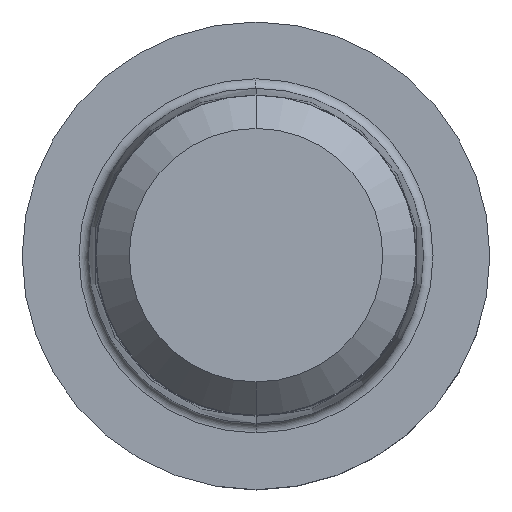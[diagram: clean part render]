
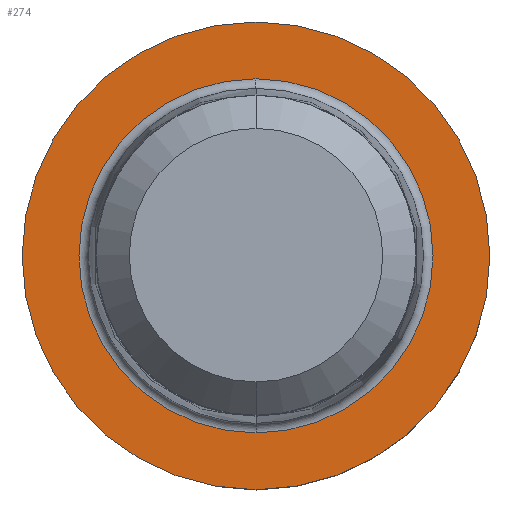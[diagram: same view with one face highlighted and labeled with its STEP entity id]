
A CAD part, top view. The second image highlights one B-rep face of the part: STEP entity #274.
In plain terms, the highlighted planar face has unit normal (0, 0, 1).
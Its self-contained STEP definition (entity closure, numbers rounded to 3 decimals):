
#198=EDGE_CURVE('',#272,#218,#493,.T.);
#218=VERTEX_POINT('',#515);
#266=EDGE_CURVE('',#388,#370,#569,.T.);
#272=VERTEX_POINT('',#575);
#274=ADVANCED_FACE('',(#577,#578),#579,.T.);
#370=VERTEX_POINT('',#690);
#388=VERTEX_POINT('',#712);
#402=EDGE_CURVE('',#218,#272,#726,.T.);
#436=EDGE_CURVE('',#370,#388,#763,.T.);
#493=CIRCLE('',#819,9.8);
#515=CARTESIAN_POINT('',(0.0,9.8,0.01));
#569=CIRCLE('',#917,7.42);
#575=CARTESIAN_POINT('',(0.,-9.8,0.01));
#577=FACE_OUTER_BOUND('',#927,.T.);
#578=FACE_BOUND('',#928,.T.);
#579=PLANE('',#929);
#690=CARTESIAN_POINT('',(0.0,7.42,0.01));
#712=CARTESIAN_POINT('',(0.,-7.42,0.01));
#726=CIRCLE('',#1114,9.8);
#763=CIRCLE('',#1162,7.42);
#819=AXIS2_PLACEMENT_3D('',#1214,#1215,#1216);
#917=AXIS2_PLACEMENT_3D('',#1296,#1297,#1298);
#927=EDGE_LOOP('',(#1301,#1302));
#928=EDGE_LOOP('',(#1303,#1304));
#929=AXIS2_PLACEMENT_3D('',#1305,#1306,#1307);
#1114=AXIS2_PLACEMENT_3D('',#1514,#1515,#1516);
#1162=AXIS2_PLACEMENT_3D('',#1565,#1566,#1567);
#1214=CARTESIAN_POINT('',(0.0,0.0,0.01));
#1215=DIRECTION('',(0.0,0.0,-1.0));
#1216=DIRECTION('',(0.0,1.0,0.0));
#1296=CARTESIAN_POINT('',(0.0,0.0,0.01));
#1297=DIRECTION('',(0.0,0.0,-1.0));
#1298=DIRECTION('',(0.0,1.0,0.0));
#1301=ORIENTED_EDGE('',*,*,#402,.F.);
#1302=ORIENTED_EDGE('',*,*,#198,.F.);
#1303=ORIENTED_EDGE('',*,*,#436,.T.);
#1304=ORIENTED_EDGE('',*,*,#266,.T.);
#1305=CARTESIAN_POINT('',(0.0,4.9,0.01));
#1306=DIRECTION('',(-0.0,0.0,1.0));
#1307=DIRECTION('',(0.0,-1.0,0.0));
#1514=CARTESIAN_POINT('',(0.0,0.0,0.01));
#1515=DIRECTION('',(0.0,0.0,-1.0));
#1516=DIRECTION('',(0.0,1.0,0.0));
#1565=CARTESIAN_POINT('',(0.0,0.0,0.01));
#1566=DIRECTION('',(0.0,0.0,-1.0));
#1567=DIRECTION('',(0.0,1.0,0.0));
